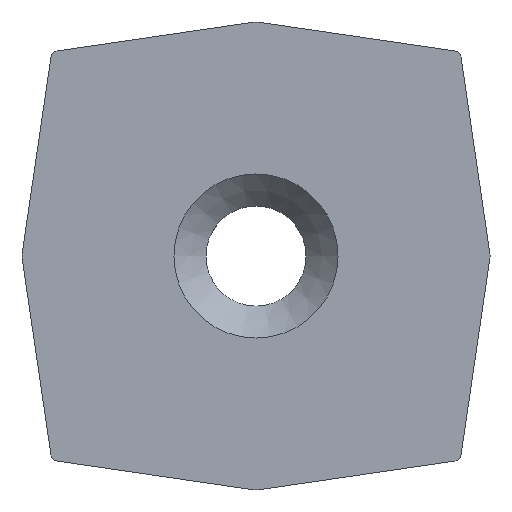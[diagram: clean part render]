
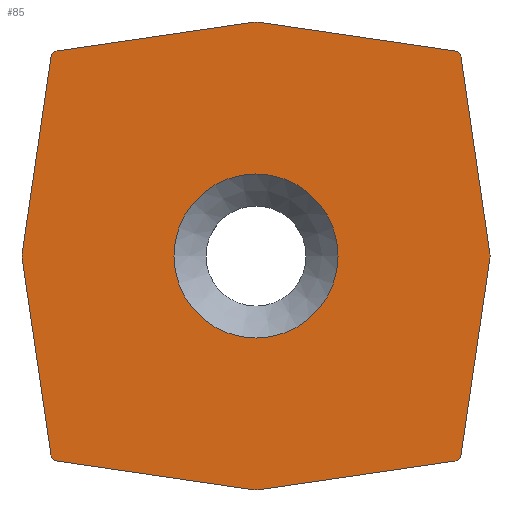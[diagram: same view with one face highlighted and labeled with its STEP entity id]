
A CAD part, top view. The second image highlights one B-rep face of the part: STEP entity #85.
In plain terms, the highlighted planar face has unit normal (0, 0, 1).
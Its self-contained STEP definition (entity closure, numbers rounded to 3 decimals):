
#54=ELLIPSE('',#454,0.806,0.8);
#55=ELLIPSE('',#455,0.354,0.35);
#56=ELLIPSE('',#456,0.806,0.8);
#57=ELLIPSE('',#457,0.354,0.35);
#58=ELLIPSE('',#458,0.806,0.8);
#59=ELLIPSE('',#459,0.354,0.35);
#60=ELLIPSE('',#460,0.806,0.8);
#61=ELLIPSE('',#461,0.354,0.35);
#64=FACE_BOUND('',#133,.T.);
#65=FACE_BOUND('',#134,.T.);
#73=CIRCLE('',#453,3.85);
#85=ADVANCED_FACE('',(#64,#65),#106,.T.);
#106=PLANE('',#462);
#133=EDGE_LOOP('',(#198));
#134=EDGE_LOOP('',(#199,#200,#201,#202,#203,#204,#205,#206,#207,#208,#209,
#210,#211,#212,#213,#214));
#198=ORIENTED_EDGE('',*,*,#330,.T.);
#199=ORIENTED_EDGE('',*,*,#303,.T.);
#200=ORIENTED_EDGE('',*,*,#331,.T.);
#201=ORIENTED_EDGE('',*,*,#305,.T.);
#202=ORIENTED_EDGE('',*,*,#332,.T.);
#203=ORIENTED_EDGE('',*,*,#311,.T.);
#204=ORIENTED_EDGE('',*,*,#333,.T.);
#205=ORIENTED_EDGE('',*,*,#313,.T.);
#206=ORIENTED_EDGE('',*,*,#334,.T.);
#207=ORIENTED_EDGE('',*,*,#319,.T.);
#208=ORIENTED_EDGE('',*,*,#335,.T.);
#209=ORIENTED_EDGE('',*,*,#289,.T.);
#210=ORIENTED_EDGE('',*,*,#336,.T.);
#211=ORIENTED_EDGE('',*,*,#295,.T.);
#212=ORIENTED_EDGE('',*,*,#337,.T.);
#213=ORIENTED_EDGE('',*,*,#297,.T.);
#214=ORIENTED_EDGE('',*,*,#338,.T.);
#253=VERTEX_POINT('',#678);
#254=VERTEX_POINT('',#679);
#259=VERTEX_POINT('',#690);
#260=VERTEX_POINT('',#692);
#261=VERTEX_POINT('',#696);
#262=VERTEX_POINT('',#697);
#267=VERTEX_POINT('',#708);
#268=VERTEX_POINT('',#710);
#269=VERTEX_POINT('',#714);
#270=VERTEX_POINT('',#715);
#275=VERTEX_POINT('',#726);
#276=VERTEX_POINT('',#728);
#277=VERTEX_POINT('',#732);
#278=VERTEX_POINT('',#733);
#283=VERTEX_POINT('',#744);
#284=VERTEX_POINT('',#746);
#286=VERTEX_POINT('',#761);
#289=EDGE_CURVE('',#253,#254,#341,.T.);
#295=EDGE_CURVE('',#260,#259,#347,.T.);
#297=EDGE_CURVE('',#261,#262,#349,.T.);
#303=EDGE_CURVE('',#268,#267,#355,.T.);
#305=EDGE_CURVE('',#269,#270,#357,.T.);
#311=EDGE_CURVE('',#276,#275,#363,.T.);
#313=EDGE_CURVE('',#277,#278,#365,.T.);
#319=EDGE_CURVE('',#284,#283,#371,.T.);
#330=EDGE_CURVE('',#286,#286,#73,.T.);
#331=EDGE_CURVE('',#267,#269,#54,.T.);
#332=EDGE_CURVE('',#270,#276,#55,.T.);
#333=EDGE_CURVE('',#275,#277,#56,.T.);
#334=EDGE_CURVE('',#278,#284,#57,.T.);
#335=EDGE_CURVE('',#283,#253,#58,.T.);
#336=EDGE_CURVE('',#254,#260,#59,.T.);
#337=EDGE_CURVE('',#259,#261,#60,.T.);
#338=EDGE_CURVE('',#262,#268,#61,.T.);
#341=LINE('',#677,#373);
#347=LINE('',#691,#379);
#349=LINE('',#695,#381);
#355=LINE('',#709,#387);
#357=LINE('',#713,#389);
#363=LINE('',#727,#395);
#365=LINE('',#731,#397);
#371=LINE('',#745,#403);
#373=VECTOR('',#482,1.);
#379=VECTOR('',#490,1.);
#381=VECTOR('',#494,1.);
#387=VECTOR('',#502,1.);
#389=VECTOR('',#506,1.);
#395=VECTOR('',#514,1.);
#397=VECTOR('',#518,1.);
#403=VECTOR('',#526,1.);
#453=AXIS2_PLACEMENT_3D('',#760,#550,#551);
#454=AXIS2_PLACEMENT_3D('',#762,#552,#553);
#455=AXIS2_PLACEMENT_3D('',#763,#554,#555);
#456=AXIS2_PLACEMENT_3D('',#764,#556,#557);
#457=AXIS2_PLACEMENT_3D('',#765,#558,#559);
#458=AXIS2_PLACEMENT_3D('',#766,#560,#561);
#459=AXIS2_PLACEMENT_3D('',#767,#562,#563);
#460=AXIS2_PLACEMENT_3D('',#768,#564,#565);
#461=AXIS2_PLACEMENT_3D('',#769,#566,#567);
#462=AXIS2_PLACEMENT_3D('',#770,#568,#569);
#482=DIRECTION('',(0.989,0.145,0.));
#490=DIRECTION('',(0.145,0.989,0.));
#494=DIRECTION('',(-0.145,0.989,0.));
#502=DIRECTION('',(-0.989,0.145,0.));
#506=DIRECTION('',(-0.989,-0.145,0.));
#514=DIRECTION('',(-0.145,-0.989,0.));
#518=DIRECTION('',(0.145,-0.989,0.));
#526=DIRECTION('',(0.989,-0.145,0.));
#550=DIRECTION('',(0.,0.,-1.));
#551=DIRECTION('',(1.,0.,0.));
#552=DIRECTION('',(0.,0.,1.));
#553=DIRECTION('',(0.,1.,0.));
#554=DIRECTION('',(0.,0.,1.));
#555=DIRECTION('',(-0.707,0.707,0.));
#556=DIRECTION('',(0.,0.,1.));
#557=DIRECTION('',(-1.,0.,0.));
#558=DIRECTION('',(0.,0.,1.));
#559=DIRECTION('',(-0.707,-0.707,0.));
#560=DIRECTION('',(0.,0.,1.));
#561=DIRECTION('',(0.,-1.,0.));
#562=DIRECTION('',(0.,0.,1.));
#563=DIRECTION('',(0.707,-0.707,0.));
#564=DIRECTION('',(0.,0.,1.));
#565=DIRECTION('',(1.,0.,0.));
#566=DIRECTION('',(0.,0.,1.));
#567=DIRECTION('',(0.707,0.707,0.));
#568=DIRECTION('',(0.,0.,1.));
#569=DIRECTION('',(1.,0.,0.));
#677=CARTESIAN_POINT('',(1.575,-10.76,0.));
#678=CARTESIAN_POINT('',(0.115,-10.974,0.));
#679=CARTESIAN_POINT('',(9.331,-9.625,0.));
#690=CARTESIAN_POINT('',(10.974,-0.115,0.));
#691=CARTESIAN_POINT('',(10.76,-1.575,0.));
#692=CARTESIAN_POINT('',(9.625,-9.331,0.));
#695=CARTESIAN_POINT('',(10.76,1.575,0.));
#696=CARTESIAN_POINT('',(10.974,0.115,0.));
#697=CARTESIAN_POINT('',(9.625,9.331,0.));
#708=CARTESIAN_POINT('',(0.115,10.974,0.));
#709=CARTESIAN_POINT('',(1.575,10.76,0.));
#710=CARTESIAN_POINT('',(9.331,9.625,0.));
#713=CARTESIAN_POINT('',(-1.575,10.76,0.));
#714=CARTESIAN_POINT('',(-0.115,10.974,0.));
#715=CARTESIAN_POINT('',(-9.331,9.625,0.));
#726=CARTESIAN_POINT('',(-10.974,0.115,0.));
#727=CARTESIAN_POINT('',(-10.76,1.575,0.));
#728=CARTESIAN_POINT('',(-9.625,9.331,0.));
#731=CARTESIAN_POINT('',(-10.76,-1.575,0.));
#732=CARTESIAN_POINT('',(-10.974,-0.115,0.));
#733=CARTESIAN_POINT('',(-9.625,-9.331,0.));
#744=CARTESIAN_POINT('',(-0.115,-10.974,0.));
#745=CARTESIAN_POINT('',(-1.575,-10.76,0.));
#746=CARTESIAN_POINT('',(-9.331,-9.625,0.));
#760=CARTESIAN_POINT('',(0.,0.,0.));
#761=CARTESIAN_POINT('',(3.85,0.,0.));
#762=CARTESIAN_POINT('',(0.,10.176,0.));
#763=CARTESIAN_POINT('',(-9.276,9.276,0.));
#764=CARTESIAN_POINT('',(-10.176,0.,0.));
#765=CARTESIAN_POINT('',(-9.276,-9.276,0.));
#766=CARTESIAN_POINT('',(0.,-10.176,0.));
#767=CARTESIAN_POINT('',(9.276,-9.276,0.));
#768=CARTESIAN_POINT('',(10.176,0.,0.));
#769=CARTESIAN_POINT('',(9.276,9.276,0.));
#770=CARTESIAN_POINT('',(0.,0.,0.));
